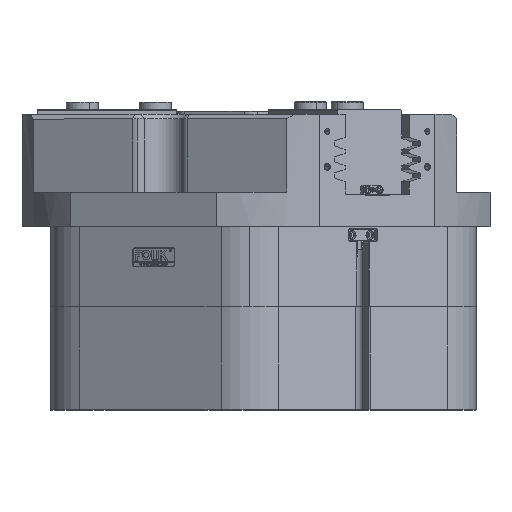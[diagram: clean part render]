
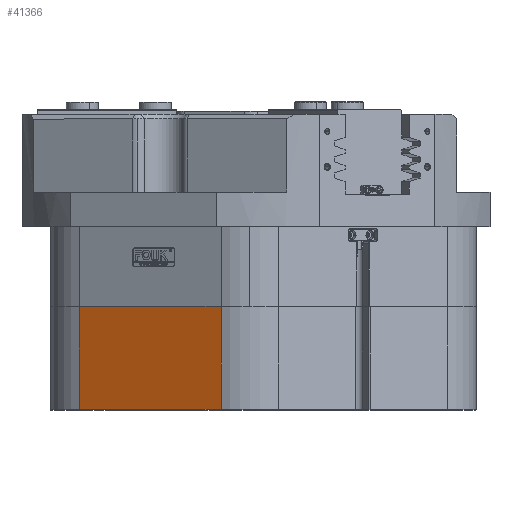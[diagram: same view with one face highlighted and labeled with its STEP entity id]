
A CAD part, top view. The second image highlights one B-rep face of the part: STEP entity #41366.
In plain terms, the highlighted face is planar.
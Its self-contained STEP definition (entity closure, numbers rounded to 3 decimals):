
#84 = DIRECTION ( 'NONE',  ( 0., 1., 0. ) ) ;
#352 = DIRECTION ( 'NONE',  ( 0., -1., 0. ) ) ;
#2567 = VECTOR ( 'NONE', #26261, 1000. ) ;
#5184 = VECTOR ( 'NONE', #84, 1000. ) ;
#7763 = CARTESIAN_POINT ( 'NONE',  ( 33., 0., -200.341 ) ) ;
#9212 = CARTESIAN_POINT ( 'NONE',  ( 95., 0., -164.545 ) ) ;
#10958 = CARTESIAN_POINT ( 'NONE',  ( 380., 0., 0. ) ) ;
#13285 = AXIS2_PLACEMENT_3D ( 'NONE', #10958, #29824, #14665 ) ;
#14160 = LINE ( 'NONE', #33314, #36126 ) ;
#14665 = DIRECTION ( 'NONE',  ( -0.866, 0., -0.5 ) ) ;
#14877 = VERTEX_POINT ( 'NONE', #19436 ) ;
#15133 = CARTESIAN_POINT ( 'NONE',  ( 380., 90., 0. ) ) ;
#15356 = EDGE_LOOP ( 'NONE', ( #44736, #44103, #37341, #30266 ) ) ;
#15569 = CARTESIAN_POINT ( 'NONE',  ( 33., 0., -200.341 ) ) ;
#19314 = VERTEX_POINT ( 'NONE', #47655 ) ;
#19436 = CARTESIAN_POINT ( 'NONE',  ( 157., 90., -128.749 ) ) ;
#20035 = EDGE_CURVE ( 'NONE', #14877, #19314, #33766, .T. ) ;
#24443 = VERTEX_POINT ( 'NONE', #15569 ) ;
#26261 = DIRECTION ( 'NONE',  ( -0.866, 0., -0.5 ) ) ;
#26578 = EDGE_CURVE ( 'NONE', #14877, #27142, #14160, .T. ) ;
#27142 = VERTEX_POINT ( 'NONE', #31292 ) ;
#29824 = DIRECTION ( 'NONE',  ( 0.5, 0., -0.866 ) ) ;
#30266 = ORIENTED_EDGE ( 'NONE', *, *, #36221, .T. ) ;
#31201 = LINE ( 'NONE', #7763, #5184 ) ;
#31292 = CARTESIAN_POINT ( 'NONE',  ( 157., 0., -128.749 ) ) ;
#31846 = FACE_OUTER_BOUND ( 'NONE', #15356, .T. ) ;
#32582 = DIRECTION ( 'NONE',  ( -0.866, 0., -0.5 ) ) ;
#33314 = CARTESIAN_POINT ( 'NONE',  ( 157., 0., -128.749 ) ) ;
#33766 = LINE ( 'NONE', #15133, #2567 ) ;
#36126 = VECTOR ( 'NONE', #352, 1000. ) ;
#36221 = EDGE_CURVE ( 'NONE', #24443, #19314, #31201, .T. ) ;
#37341 = ORIENTED_EDGE ( 'NONE', *, *, #42587, .T. ) ;
#37485 = VECTOR ( 'NONE', #32582, 1000. ) ;
#41366 = ADVANCED_FACE ( 'NONE', ( #31846 ), #44860, .T. ) ;
#42117 = LINE ( 'NONE', #9212, #37485 ) ;
#42587 = EDGE_CURVE ( 'NONE', #27142, #24443, #42117, .T. ) ;
#44103 = ORIENTED_EDGE ( 'NONE', *, *, #26578, .T. ) ;
#44736 = ORIENTED_EDGE ( 'NONE', *, *, #20035, .F. ) ;
#44860 = PLANE ( 'NONE',  #13285 ) ;
#47655 = CARTESIAN_POINT ( 'NONE',  ( 33., 90., -200.341 ) ) ;
